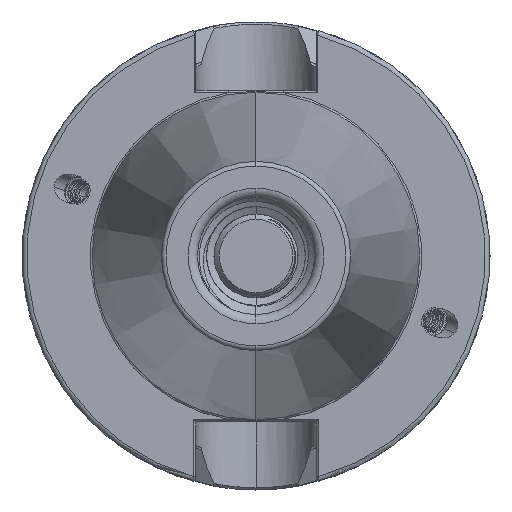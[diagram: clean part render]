
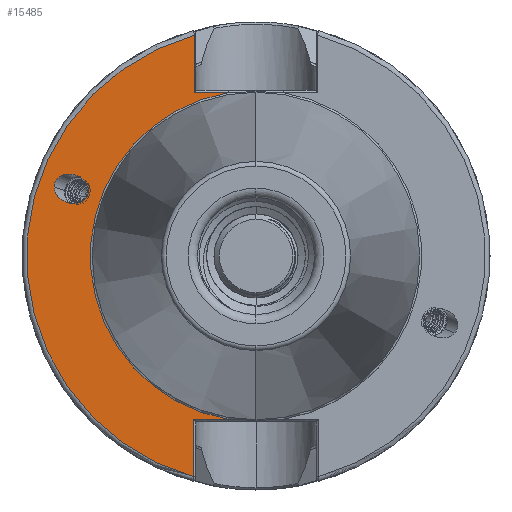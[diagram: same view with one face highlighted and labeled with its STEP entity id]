
A CAD part, left-side view. The second image highlights one B-rep face of the part: STEP entity #15485.
In plain terms, the highlighted planar face has unit normal (-1, 0, 0).
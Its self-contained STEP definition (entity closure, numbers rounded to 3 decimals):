
#53 =( BOUNDED_CURVE ( )  B_SPLINE_CURVE ( 3, ( #8284, #8285, #8379, #8343 ),
 .UNSPECIFIED., .F., .T. ) 
 B_SPLINE_CURVE_WITH_KNOTS ( ( 4, 4 ),
 ( 0., 2.852 ),
 .UNSPECIFIED. ) 
 CURVE ( )  GEOMETRIC_REPRESENTATION_ITEM ( )  RATIONAL_B_SPLINE_CURVE ( ( 1., 0.43, 0.43, 1. ) ) 
 REPRESENTATION_ITEM ( '' )  );
#3471 = DIRECTION ( 'NONE',  ( 0., 0., 1. ) ) ;
#3491 = CARTESIAN_POINT ( 'NONE',  ( 0., 0., 0. ) ) ;
#3517 = DIRECTION ( 'NONE',  ( -1., 0., 0. ) ) ;
#3657 = CARTESIAN_POINT ( 'NONE',  ( 0., 35.398, -34.9 ) ) ;
#3672 = DIRECTION ( 'NONE',  ( 0., -1., 0. ) ) ;
#4268 = EDGE_CURVE ( 'NONE', #5024, #5027, #6818, .T. ) ;
#4360 = EDGE_CURVE ( 'NONE', #5026, #5024, #6820, .T. ) ;
#5024 = VERTEX_POINT ( 'NONE', #19686 ) ;
#5026 = VERTEX_POINT ( 'NONE', #19689 ) ;
#5027 = VERTEX_POINT ( 'NONE', #19673 ) ;
#5509 = EDGE_LOOP ( 'NONE', ( #22813, #22814, #22829 ) ) ;
#5555 = EDGE_LOOP ( 'NONE', ( #22808, #21619, #22811, #22833, #22812, #22809 ) ) ;
#6649 = CARTESIAN_POINT ( 'NONE',  ( 0., 35.816, 13.963 ) ) ;
#6673 = CARTESIAN_POINT ( 'NONE',  ( 0., 43.118, 20.987 ) ) ;
#6720 = CARTESIAN_POINT ( 'NONE',  ( 0., 35.816, 20.184 ) ) ;
#6722 = CARTESIAN_POINT ( 'NONE',  ( 0., 43.118, 14.766 ) ) ;
#6818 =( BOUNDED_CURVE ( )  B_SPLINE_CURVE ( 3, ( #14149, #14111, #14141, #14108 ),
 .UNSPECIFIED., .F., .T. ) 
 B_SPLINE_CURVE_WITH_KNOTS ( ( 4, 4 ),
 ( 5.993, 6.283 ),
 .UNSPECIFIED. ) 
 CURVE ( )  GEOMETRIC_REPRESENTATION_ITEM ( )  RATIONAL_B_SPLINE_CURVE ( ( 1., 0.993, 0.993, 1. ) ) 
 REPRESENTATION_ITEM ( '' )  );
#6820 =( BOUNDED_CURVE ( )  B_SPLINE_CURVE ( 3, ( #6722, #6673, #6720, #6649 ),
 .UNSPECIFIED., .F., .F. ) 
 B_SPLINE_CURVE_WITH_KNOTS ( ( 4, 4 ),
 ( 2.852, 5.993 ),
 .UNSPECIFIED. ) 
 CURVE ( )  GEOMETRIC_REPRESENTATION_ITEM ( )  RATIONAL_B_SPLINE_CURVE ( ( 1., 0.333, 0.333, 1. ) ) 
 REPRESENTATION_ITEM ( '' )  );
#8230 = CARTESIAN_POINT ( 'NONE',  ( 0., 0., 0. ) ) ;
#8252 = DIRECTION ( 'NONE',  ( 0., 0., 1. ) ) ;
#8253 = DIRECTION ( 'NONE',  ( -1., 0., 0. ) ) ;
#8254 = CARTESIAN_POINT ( 'NONE',  ( 0., 13.194, 47.285 ) ) ;
#8260 = DIRECTION ( 'NONE',  ( 0., 0., 1. ) ) ;
#8284 = CARTESIAN_POINT ( 'NONE',  ( 0., 35.968, 13.091 ) ) ;
#8285 = CARTESIAN_POINT ( 'NONE',  ( 0., 37.57, 8.69 ) ) ;
#8289 = CARTESIAN_POINT ( 'NONE',  ( 0., 13.279, 0. ) ) ;
#8290 = DIRECTION ( 'NONE',  ( 0., 0., 1. ) ) ;
#8343 = CARTESIAN_POINT ( 'NONE',  ( 0., 43.118, 14.766 ) ) ;
#8379 = CARTESIAN_POINT ( 'NONE',  ( 0., 43.118, 9.99 ) ) ;
#11986 = DIRECTION ( 'NONE',  ( 0., 0., -1. ) ) ;
#11993 = PLANE ( 'NONE',  #21963 ) ;
#11996 = DIRECTION ( 'NONE',  ( 1., 0., 0. ) ) ;
#11998 = CARTESIAN_POINT ( 'NONE',  ( 0., 35.398, 0. ) ) ;
#12673 = CARTESIAN_POINT ( 'NONE',  ( 0., 13.194, 47.19 ) ) ;
#12712 = CARTESIAN_POINT ( 'NONE',  ( 0., 5.916, 34.9 ) ) ;
#12735 = CARTESIAN_POINT ( 'NONE',  ( 0., 13.194, 34.9 ) ) ;
#12753 = CARTESIAN_POINT ( 'NONE',  ( 0., 13.279, -47.166 ) ) ;
#12755 = CARTESIAN_POINT ( 'NONE',  ( 0., 5.916, -34.9 ) ) ;
#12765 = CARTESIAN_POINT ( 'NONE',  ( 0., 13.279, -34.9 ) ) ;
#12964 = DIRECTION ( 'NONE',  ( 0., 1., 0. ) ) ;
#13003 = CARTESIAN_POINT ( 'NONE',  ( 0., 12.85, 34.9 ) ) ;
#14108 = CARTESIAN_POINT ( 'NONE',  ( 0., 35.968, 13.091 ) ) ;
#14111 = CARTESIAN_POINT ( 'NONE',  ( 0., 35.816, 13.662 ) ) ;
#14141 = CARTESIAN_POINT ( 'NONE',  ( 0., 35.867, 13.369 ) ) ;
#14149 = CARTESIAN_POINT ( 'NONE',  ( 0., 35.816, 13.963 ) ) ;
#15485 = ADVANCED_FACE ( 'NONE', ( #22107, #22158 ), #11993, .F. ) ;
#15904 = EDGE_CURVE ( 'NONE', #18400, #18424, #22416, .T. ) ;
#15932 = EDGE_CURVE ( 'NONE', #18448, #18424, #22368, .T. ) ;
#16867 = EDGE_CURVE ( 'NONE', #18403, #18442, #22789, .T. ) ;
#16885 = EDGE_CURVE ( 'NONE', #18481, #18403, #22776, .T. ) ;
#16890 = EDGE_CURVE ( 'NONE', #18442, #18448, #22755, .T. ) ;
#16911 = EDGE_CURVE ( 'NONE', #5027, #5026, #53, .T. ) ;
#16988 = EDGE_CURVE ( 'NONE', #18400, #18481, #21408, .T. ) ;
#18400 = VERTEX_POINT ( 'NONE', #12712 ) ;
#18403 = VERTEX_POINT ( 'NONE', #12673 ) ;
#18424 = VERTEX_POINT ( 'NONE', #12755 ) ;
#18442 = VERTEX_POINT ( 'NONE', #12753 ) ;
#18448 = VERTEX_POINT ( 'NONE', #12765 ) ;
#18481 = VERTEX_POINT ( 'NONE', #12735 ) ;
#19673 = CARTESIAN_POINT ( 'NONE',  ( 0., 35.968, 13.091 ) ) ;
#19686 = CARTESIAN_POINT ( 'NONE',  ( 0., 35.816, 13.963 ) ) ;
#19689 = CARTESIAN_POINT ( 'NONE',  ( 0., 43.118, 14.766 ) ) ;
#21408 = LINE ( 'NONE', #13003, #21415 ) ;
#21415 = VECTOR ( 'NONE', #12964, 1000. ) ;
#21619 = ORIENTED_EDGE ( 'NONE', *, *, #16890, .T. ) ;
#21963 = AXIS2_PLACEMENT_3D ( 'NONE', #11998, #11996, #11986 ) ;
#22107 = FACE_BOUND ( 'NONE', #5509, .T. ) ;
#22158 = FACE_OUTER_BOUND ( 'NONE', #5555, .T. ) ;
#22305 = AXIS2_PLACEMENT_3D ( 'NONE', #3491, #3517, #3471 ) ;
#22368 = LINE ( 'NONE', #3657, #22419 ) ;
#22416 = CIRCLE ( 'NONE', #22305, 35.398 ) ;
#22419 = VECTOR ( 'NONE', #3672, 1000. ) ;
#22513 = AXIS2_PLACEMENT_3D ( 'NONE', #8230, #8253, #8252 ) ;
#22755 = LINE ( 'NONE', #8289, #22762 ) ;
#22762 = VECTOR ( 'NONE', #8290, 1000. ) ;
#22776 = LINE ( 'NONE', #8254, #22785 ) ;
#22785 = VECTOR ( 'NONE', #8260, 1000. ) ;
#22789 = CIRCLE ( 'NONE', #22513, 49. ) ;
#22808 = ORIENTED_EDGE ( 'NONE', *, *, #16867, .T. ) ;
#22809 = ORIENTED_EDGE ( 'NONE', *, *, #16885, .T. ) ;
#22811 = ORIENTED_EDGE ( 'NONE', *, *, #15932, .T. ) ;
#22812 = ORIENTED_EDGE ( 'NONE', *, *, #16988, .T. ) ;
#22813 = ORIENTED_EDGE ( 'NONE', *, *, #16911, .T. ) ;
#22814 = ORIENTED_EDGE ( 'NONE', *, *, #4360, .T. ) ;
#22829 = ORIENTED_EDGE ( 'NONE', *, *, #4268, .T. ) ;
#22833 = ORIENTED_EDGE ( 'NONE', *, *, #15904, .F. ) ;
